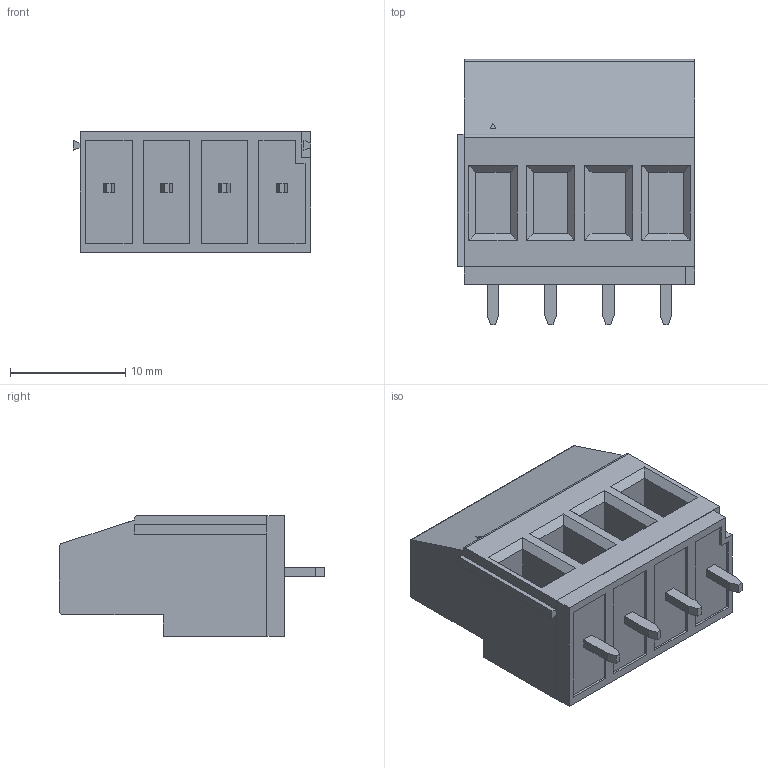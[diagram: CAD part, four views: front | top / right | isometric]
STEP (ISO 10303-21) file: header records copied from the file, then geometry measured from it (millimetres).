
FILE_DESCRIPTION (( 'STEP AP214' ), '1' );
FILE_NAME ('DG129-5.0-04P-14-00AH.STEP', '2021-01-12T19:33:31', ( '' ), ( '' ), 'SwSTEP 2.0', 'SolidWorks 2020', '' );
FILE_SCHEMA (( 'AUTOMOTIVE_DESIGN' ));
Length unit declared in the file: millimetre
Products named in the file (1): DG129-5.0-04P-14-00AH
Bounding box: 20.6 x 23 x 10.5 mm (x, y, z)
Volume: 2975.9 mm3; surface area: 2377.9 mm2
Topology: 1 solids, 1 shells, 535 faces, 1387 edges, 908 vertices
Faces by surface type: plane 310, bspline 160, cylinder 39, torus 20, cone 6
Entity records: 28064 total; most frequent: CARTESIAN_POINT 11911, ORIENTED_EDGE 2774, DIRECTION 1959, EDGE_CURVE 1387, VECTOR 911, LINE 911, VERTEX_POINT 908, EDGE_LOOP 589
